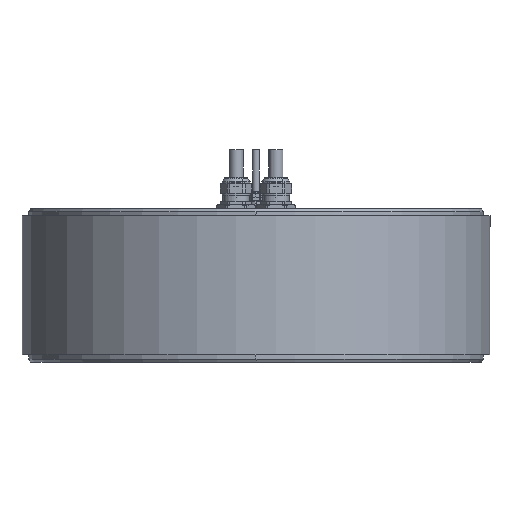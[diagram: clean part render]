
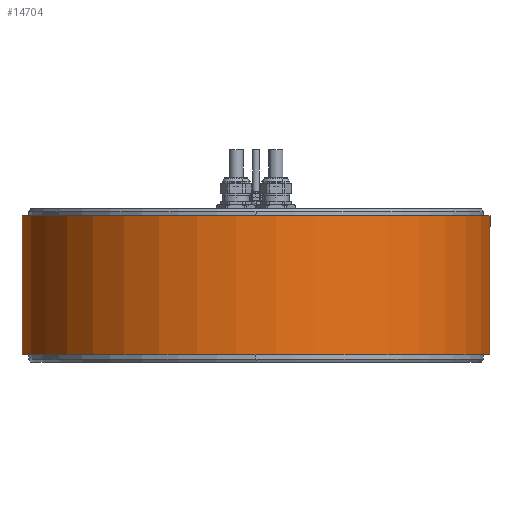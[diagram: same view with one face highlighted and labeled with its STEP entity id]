
A CAD part, front view. The second image highlights one B-rep face of the part: STEP entity #14704.
In plain terms, the highlighted cylindrical face has radius 198.5 mm (diameter 397 mm), a partial arc.
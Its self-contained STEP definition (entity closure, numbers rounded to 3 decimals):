
#4036=CARTESIAN_POINT('',(0.,0.,-6.1));
#4037=DIRECTION('',(0.,0.,1.));
#4038=DIRECTION('',(-0.149,0.989,0.));
#4039=AXIS2_PLACEMENT_3D('',#4036,#4037,#4038);
#4041=DIRECTION('',(0.,0.,1.));
#4042=VECTOR('',#4041,117.8);
#4043=CARTESIAN_POINT('',(29.5,196.296,-123.9));
#4044=LINE('',#4043,#4042);
#4045=CARTESIAN_POINT('',(0.,0.,-123.9));
#4046=DIRECTION('',(0.,0.,-1.));
#4047=DIRECTION('',(0.149,0.989,0.));
#4048=AXIS2_PLACEMENT_3D('',#4045,#4046,#4047);
#4050=DIRECTION('',(0.,0.,1.));
#4051=VECTOR('',#4050,117.8);
#4052=CARTESIAN_POINT('',(-29.5,196.296,-123.9));
#4053=LINE('',#4052,#4051);
#6382=CARTESIAN_POINT('',(-29.5,196.296,-123.9));
#6383=CARTESIAN_POINT('',(29.5,196.296,-123.9));
#6384=VERTEX_POINT('',#6382);
#6385=VERTEX_POINT('',#6383);
#6386=CARTESIAN_POINT('',(-29.5,196.296,-6.1));
#6387=CARTESIAN_POINT('',(29.5,196.296,-6.1));
#6388=VERTEX_POINT('',#6386);
#6389=VERTEX_POINT('',#6387);
#14693=CARTESIAN_POINT('',(0.,0.,-0.21));
#14694=DIRECTION('',(0.,0.,-1.));
#14695=DIRECTION('',(1.,0.,0.));
#14696=AXIS2_PLACEMENT_3D('',#14693,#14694,#14695);
#14697=CYLINDRICAL_SURFACE('',#14696,198.5);
#14698=ORIENTED_EDGE('',*,*,#14642,.T.);
#14699=ORIENTED_EDGE('',*,*,#14658,.F.);
#14700=ORIENTED_EDGE('',*,*,#14682,.T.);
#14701=ORIENTED_EDGE('',*,*,#14661,.T.);
#14702=EDGE_LOOP('',(#14698,#14699,#14700,#14701));
#14703=FACE_OUTER_BOUND('',#14702,.F.);
#14704=ADVANCED_FACE('',(#14703),#14697,.T.);
#4040=CIRCLE('',#4039,198.5);
#4049=CIRCLE('',#4048,198.5);
#14642=EDGE_CURVE('',#6388,#6389,#4040,.T.);
#14658=EDGE_CURVE('',#6385,#6389,#4044,.T.);
#14661=EDGE_CURVE('',#6384,#6388,#4053,.T.);
#14682=EDGE_CURVE('',#6385,#6384,#4049,.T.);
